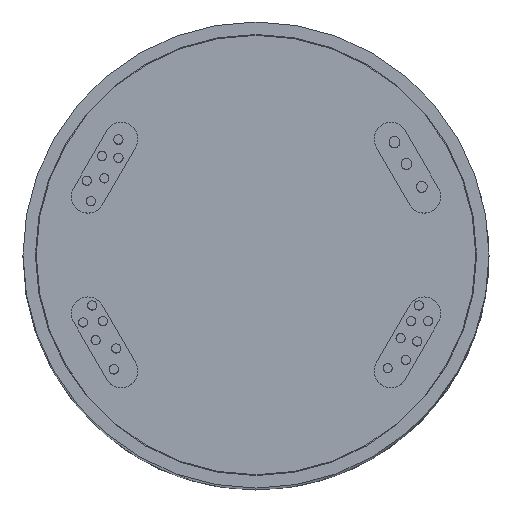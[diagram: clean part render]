
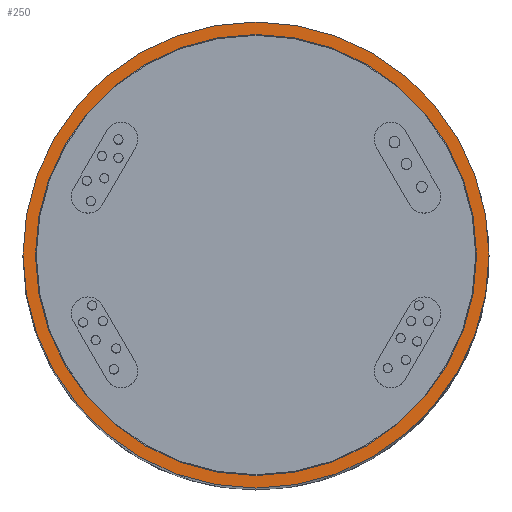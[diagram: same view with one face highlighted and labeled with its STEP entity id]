
A CAD part, top view. The second image highlights one B-rep face of the part: STEP entity #250.
In plain terms, the highlighted planar face has unit normal (0, 0, 1).
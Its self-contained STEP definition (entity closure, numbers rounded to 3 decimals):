
#51 = DIRECTION ( 'NONE',  ( 1., 0., 0. ) ) ;
#59 = ORIENTED_EDGE ( 'NONE', *, *, #2631, .T. ) ;
#250 = ADVANCED_FACE ( 'NONE', ( #3452, #3942 ), #754, .T. ) ;
#502 = DIRECTION ( 'NONE',  ( 1., 0., 0. ) ) ;
#754 = PLANE ( 'NONE',  #4829 ) ;
#1359 = CIRCLE ( 'NONE', #2319, 28. ) ;
#1543 = CIRCLE ( 'NONE', #3037, 26.5 ) ;
#1585 = VERTEX_POINT ( 'NONE', #5594 ) ;
#1606 = DIRECTION ( 'NONE',  ( 1., 0., 0. ) ) ;
#2099 = CARTESIAN_POINT ( 'NONE',  ( -28., 0., 154.4 ) ) ;
#2111 = CARTESIAN_POINT ( 'NONE',  ( 0., 0., 154.4 ) ) ;
#2319 = AXIS2_PLACEMENT_3D ( 'NONE', #2111, #5814, #2658 ) ;
#2509 = ORIENTED_EDGE ( 'NONE', *, *, #2659, .F. ) ;
#2631 = EDGE_CURVE ( 'NONE', #4913, #6353, #1359, .T. ) ;
#2658 = DIRECTION ( 'NONE',  ( 1., 0., 0. ) ) ;
#2659 = EDGE_CURVE ( 'NONE', #3329, #1585, #1543, .T. ) ;
#2679 = CARTESIAN_POINT ( 'NONE',  ( 0., 0., 154.4 ) ) ;
#3037 = AXIS2_PLACEMENT_3D ( 'NONE', #2679, #6371, #3211 ) ;
#3211 = DIRECTION ( 'NONE',  ( 1., 0., 0. ) ) ;
#3231 = DIRECTION ( 'NONE',  ( 0., 0., 1. ) ) ;
#3329 = VERTEX_POINT ( 'NONE', #4928 ) ;
#3390 = CARTESIAN_POINT ( 'NONE',  ( 0., 0., 154.4 ) ) ;
#3452 = FACE_BOUND ( 'NONE', #4518, .T. ) ;
#3667 = DIRECTION ( 'NONE',  ( 0., 0., 1. ) ) ;
#3942 = FACE_OUTER_BOUND ( 'NONE', #6557, .T. ) ;
#4366 = AXIS2_PLACEMENT_3D ( 'NONE', #6388, #3231, #51 ) ;
#4499 = CIRCLE ( 'NONE', #4366, 26.5 ) ;
#4518 = EDGE_LOOP ( 'NONE', ( #5937, #2509 ) ) ;
#4566 = CARTESIAN_POINT ( 'NONE',  ( 28., 0., 154.4 ) ) ;
#4652 = AXIS2_PLACEMENT_3D ( 'NONE', #6836, #3667, #502 ) ;
#4755 = DIRECTION ( 'NONE',  ( 0., 0., 1. ) ) ;
#4829 = AXIS2_PLACEMENT_3D ( 'NONE', #3390, #4755, #1606 ) ;
#4913 = VERTEX_POINT ( 'NONE', #4566 ) ;
#4928 = CARTESIAN_POINT ( 'NONE',  ( -26.5, 0., 154.4 ) ) ;
#5074 = ORIENTED_EDGE ( 'NONE', *, *, #5275, .T. ) ;
#5275 = EDGE_CURVE ( 'NONE', #6353, #4913, #6013, .T. ) ;
#5594 = CARTESIAN_POINT ( 'NONE',  ( 26.5, 0., 154.4 ) ) ;
#5814 = DIRECTION ( 'NONE',  ( 0., 0., 1. ) ) ;
#5937 = ORIENTED_EDGE ( 'NONE', *, *, #6070, .F. ) ;
#6013 = CIRCLE ( 'NONE', #4652, 28. ) ;
#6070 = EDGE_CURVE ( 'NONE', #1585, #3329, #4499, .T. ) ;
#6353 = VERTEX_POINT ( 'NONE', #2099 ) ;
#6371 = DIRECTION ( 'NONE',  ( 0., 0., 1. ) ) ;
#6388 = CARTESIAN_POINT ( 'NONE',  ( 0., 0., 154.4 ) ) ;
#6557 = EDGE_LOOP ( 'NONE', ( #5074, #59 ) ) ;
#6836 = CARTESIAN_POINT ( 'NONE',  ( 0., 0., 154.4 ) ) ;
